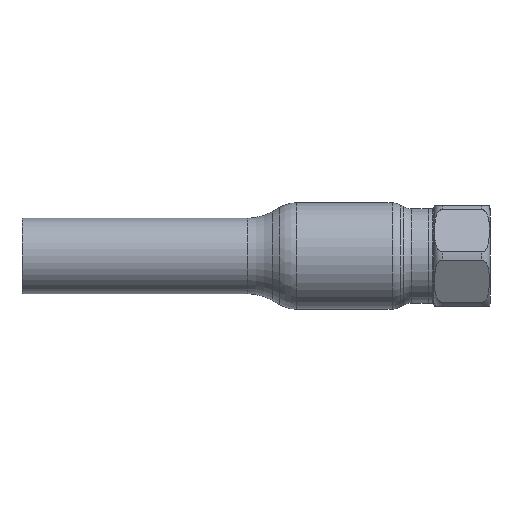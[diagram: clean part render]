
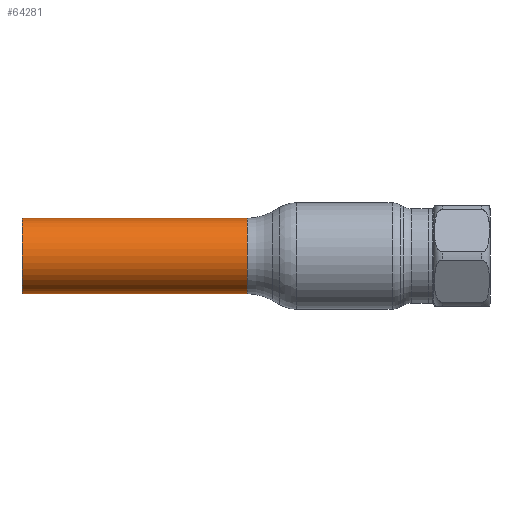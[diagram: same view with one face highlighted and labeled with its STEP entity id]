
A CAD part, front view. The second image highlights one B-rep face of the part: STEP entity #64281.
In plain terms, the highlighted cylindrical face has radius 13.45 mm (diameter 26.9 mm), a partial arc.
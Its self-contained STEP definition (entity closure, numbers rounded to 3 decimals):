
#1445 = DIRECTION ( 'NONE',  ( 0., 0., 1. ) ) ;
#1851 = DIRECTION ( 'NONE',  ( -1., 0., 0. ) ) ;
#2116 = DIRECTION ( 'NONE',  ( -1., 0., 0. ) ) ;
#6274 = EDGE_CURVE ( 'NONE', #9725, #60425, #44197, .T. ) ;
#6796 = CYLINDRICAL_SURFACE ( 'NONE', #16145, 13.45 ) ;
#8989 = VERTEX_POINT ( 'NONE', #35799 ) ;
#9725 = VERTEX_POINT ( 'NONE', #47165 ) ;
#12821 = EDGE_LOOP ( 'NONE', ( #14385, #53206, #36833, #30913 ) ) ;
#14385 = ORIENTED_EDGE ( 'NONE', *, *, #52432, .F. ) ;
#15196 = LINE ( 'NONE', #23858, #58420 ) ;
#16145 = AXIS2_PLACEMENT_3D ( 'NONE', #47229, #1851, #22746 ) ;
#22746 = DIRECTION ( 'NONE',  ( 0., 0., 1. ) ) ;
#23858 = CARTESIAN_POINT ( 'NONE',  ( -62.69, 0., 13.45 ) ) ;
#25041 = CARTESIAN_POINT ( 'NONE',  ( -34.686, 0., 0. ) ) ;
#26994 = AXIS2_PLACEMENT_3D ( 'NONE', #41564, #2116, #1445 ) ;
#30913 = ORIENTED_EDGE ( 'NONE', *, *, #52509, .F. ) ;
#34019 = DIRECTION ( 'NONE',  ( 0., 0., 1. ) ) ;
#35799 = CARTESIAN_POINT ( 'NONE',  ( -115., 0., -13.45 ) ) ;
#36781 = AXIS2_PLACEMENT_3D ( 'NONE', #25041, #43931, #34019 ) ;
#36833 = ORIENTED_EDGE ( 'NONE', *, *, #63173, .T. ) ;
#36912 = LINE ( 'NONE', #42848, #65169 ) ;
#39084 = DIRECTION ( 'NONE',  ( -1., 0., 0. ) ) ;
#39461 = CARTESIAN_POINT ( 'NONE',  ( -115., 0., 13.45 ) ) ;
#41564 = CARTESIAN_POINT ( 'NONE',  ( -115., 0., 0. ) ) ;
#42727 = VERTEX_POINT ( 'NONE', #39461 ) ;
#42747 = CARTESIAN_POINT ( 'NONE',  ( -34.686, 0., 13.45 ) ) ;
#42848 = CARTESIAN_POINT ( 'NONE',  ( -62.69, 0., -13.45 ) ) ;
#43929 = CIRCLE ( 'NONE', #26994, 13.45 ) ;
#43931 = DIRECTION ( 'NONE',  ( -1., 0., 0. ) ) ;
#44197 = CIRCLE ( 'NONE', #36781, 13.45 ) ;
#47165 = CARTESIAN_POINT ( 'NONE',  ( -34.686, 0., -13.45 ) ) ;
#47229 = CARTESIAN_POINT ( 'NONE',  ( -62.69, 0., 0. ) ) ;
#47831 = DIRECTION ( 'NONE',  ( -1., 0., 0. ) ) ;
#52432 = EDGE_CURVE ( 'NONE', #9725, #8989, #36912, .T. ) ;
#52509 = EDGE_CURVE ( 'NONE', #8989, #42727, #43929, .T. ) ;
#53206 = ORIENTED_EDGE ( 'NONE', *, *, #6274, .T. ) ;
#57867 = FACE_OUTER_BOUND ( 'NONE', #12821, .T. ) ;
#58420 = VECTOR ( 'NONE', #39084, 1000. ) ;
#60425 = VERTEX_POINT ( 'NONE', #42747 ) ;
#63173 = EDGE_CURVE ( 'NONE', #60425, #42727, #15196, .T. ) ;
#64281 = ADVANCED_FACE ( 'NONE', ( #57867 ), #6796, .T. ) ;
#65169 = VECTOR ( 'NONE', #47831, 1000. ) ;
